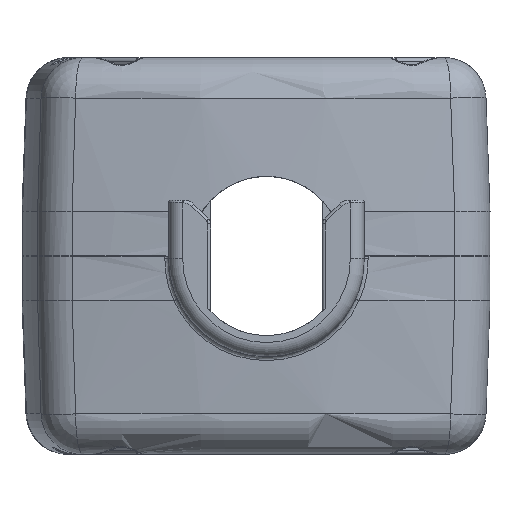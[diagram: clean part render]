
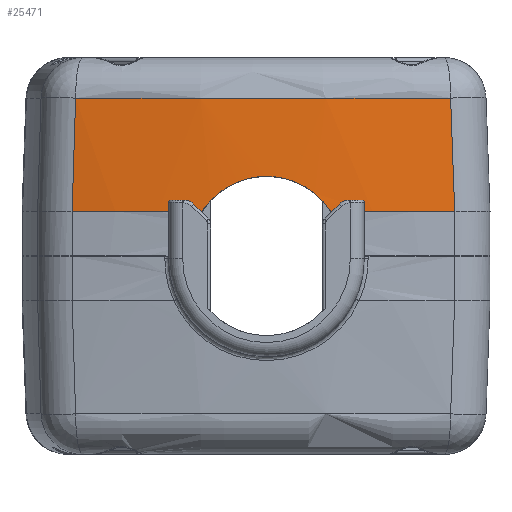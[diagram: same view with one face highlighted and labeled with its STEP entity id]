
A CAD part, left-side view. The second image highlights one B-rep face of the part: STEP entity #25471.
In plain terms, the highlighted conical face has half-angle 2 degrees and reference radius 85.703 mm.
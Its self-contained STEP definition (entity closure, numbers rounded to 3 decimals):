
#58=CONICAL_SURFACE('',#27198,85.702,0.035);
#594=B_SPLINE_CURVE_WITH_KNOTS('',3,(#36037,#36038,#36039,#36040),
 .UNSPECIFIED.,.F.,.F.,(4,4),(0.,1.),.UNSPECIFIED.);
#680=B_SPLINE_CURVE_WITH_KNOTS('',3,(#38258,#38259,#38260,#38261,#38262,
#38263,#38264,#38265,#38266,#38267,#38268,#38269,#38270,#38271,#38272,#38273,
#38274,#38275,#38276,#38277,#38278,#38279,#38280,#38281,#38282,#38283,#38284,
#38285,#38286,#38287,#38288,#38289,#38290,#38291,#38292,#38293,#38294),
 .UNSPECIFIED.,.F.,.F.,(4,1,1,1,1,1,1,1,1,1,1,1,1,1,1,1,1,1,1,1,1,1,1,1,
1,1,1,1,1,1,1,1,1,1,4),(0.,0.063,0.094,0.109,0.117,0.125,0.133,
0.141,0.156,0.188,0.219,0.234,0.25,0.266,0.281,0.313,0.375,
0.438,0.5,0.563,0.625,0.688,0.719,0.734,0.75,0.766,0.781,0.813,
0.844,0.859,0.875,0.891,0.906,0.938,1.),.UNSPECIFIED.);
#692=B_SPLINE_CURVE_WITH_KNOTS('',3,(#38633,#38634,#38635,#38636),
 .UNSPECIFIED.,.F.,.F.,(4,4),(0.,1.),.UNSPECIFIED.);
#1581=CIRCLE('',#26754,85.419);
#1700=CIRCLE('',#27197,85.702);
#1701=CIRCLE('',#27199,85.702);
#3766=ORIENTED_EDGE('',*,*,#10896,.T.);
#3767=ORIENTED_EDGE('',*,*,#10859,.T.);
#3768=ORIENTED_EDGE('',*,*,#10895,.F.);
#3769=ORIENTED_EDGE('',*,*,#10897,.F.);
#3770=ORIENTED_EDGE('',*,*,#10047,.T.);
#3771=ORIENTED_EDGE('',*,*,#10036,.T.);
#10036=EDGE_CURVE('',#13907,#13906,#594,.F.);
#10047=EDGE_CURVE('',#13913,#13907,#1581,.T.);
#10859=EDGE_CURVE('',#14434,#14438,#680,.F.);
#10895=EDGE_CURVE('',#13915,#14438,#1700,.T.);
#10896=EDGE_CURVE('',#13906,#14434,#1701,.T.);
#10897=EDGE_CURVE('',#13913,#13915,#692,.T.);
#13906=VERTEX_POINT('',#36036);
#13907=VERTEX_POINT('',#36041);
#13913=VERTEX_POINT('',#36095);
#13915=VERTEX_POINT('',#36107);
#14434=VERTEX_POINT('',#38244);
#14438=VERTEX_POINT('',#38257);
#21577=EDGE_LOOP('',(#3766,#3767,#3768,#3769,#3770,#3771));
#23114=FACE_BOUND('',#21577,.T.);
#25471=ADVANCED_FACE('',(#23114),#58,.T.);
#26754=AXIS2_PLACEMENT_3D('',#36094,#28930,#28931);
#27197=AXIS2_PLACEMENT_3D('',#38630,#30381,#30382);
#27198=AXIS2_PLACEMENT_3D('',#38631,#30383,#30384);
#27199=AXIS2_PLACEMENT_3D('',#38632,#30385,#30386);
#28930=DIRECTION('',(0.,0.,-1.));
#28931=DIRECTION('',(-1.,0.,0.));
#30381=DIRECTION('',(0.,0.,-1.));
#30382=DIRECTION('',(1.,0.,0.));
#30383=DIRECTION('',(0.,0.,-1.));
#30384=DIRECTION('',(0.,-1.,0.));
#30385=DIRECTION('',(0.,0.,1.));
#30386=DIRECTION('',(-1.,0.,0.));
#36036=CARTESIAN_POINT('',(-17.87,31.414,0.2));
#36037=CARTESIAN_POINT('',(-17.87,31.415,0.2));
#36038=CARTESIAN_POINT('',(-17.788,31.33,2.902));
#36039=CARTESIAN_POINT('',(-17.706,31.246,5.603));
#36040=CARTESIAN_POINT('',(-17.624,31.162,8.305));
#36041=CARTESIAN_POINT('',(-17.624,31.162,8.305));
#36094=CARTESIAN_POINT('',(66.696,17.5,8.305));
#36095=CARTESIAN_POINT('',(-17.701,4.319,8.305));
#36107=CARTESIAN_POINT('',(-17.941,4.028,0.2));
#38244=CARTESIAN_POINT('',(-18.883,22.11,0.2));
#38257=CARTESIAN_POINT('',(-18.883,12.89,0.2));
#38258=CARTESIAN_POINT('',(-18.883,12.89,0.2));
#38259=CARTESIAN_POINT('',(-18.883,12.999,0.367));
#38260=CARTESIAN_POINT('',(-18.884,13.189,0.628));
#38261=CARTESIAN_POINT('',(-18.886,13.459,0.935));
#38262=CARTESIAN_POINT('',(-18.887,13.612,1.091));
#38263=CARTESIAN_POINT('',(-18.888,13.697,1.174));
#38264=CARTESIAN_POINT('',(-18.889,13.782,1.253));
#38265=CARTESIAN_POINT('',(-18.889,13.798,1.268));
#38266=CARTESIAN_POINT('',(-18.89,13.851,1.315));
#38267=CARTESIAN_POINT('',(-18.891,13.948,1.4));
#38268=CARTESIAN_POINT('',(-18.894,14.139,1.558));
#38269=CARTESIAN_POINT('',(-18.897,14.404,1.749));
#38270=CARTESIAN_POINT('',(-18.9,14.653,1.909));
#38271=CARTESIAN_POINT('',(-18.903,14.892,2.044));
#38272=CARTESIAN_POINT('',(-18.905,15.057,2.129));
#38273=CARTESIAN_POINT('',(-18.907,15.303,2.245));
#38274=CARTESIAN_POINT('',(-18.911,15.716,2.413));
#38275=CARTESIAN_POINT('',(-18.916,16.294,2.581));
#38276=CARTESIAN_POINT('',(-18.919,16.939,2.682));
#38277=CARTESIAN_POINT('',(-18.92,17.503,2.709));
#38278=CARTESIAN_POINT('',(-18.919,18.065,2.682));
#38279=CARTESIAN_POINT('',(-18.916,18.71,2.58));
#38280=CARTESIAN_POINT('',(-18.911,19.286,2.412));
#38281=CARTESIAN_POINT('',(-18.907,19.7,2.244));
#38282=CARTESIAN_POINT('',(-18.905,19.945,2.128));
#38283=CARTESIAN_POINT('',(-18.903,20.111,2.043));
#38284=CARTESIAN_POINT('',(-18.9,20.348,1.908));
#38285=CARTESIAN_POINT('',(-18.897,20.598,1.749));
#38286=CARTESIAN_POINT('',(-18.894,20.864,1.556));
#38287=CARTESIAN_POINT('',(-18.891,21.049,1.404));
#38288=CARTESIAN_POINT('',(-18.89,21.173,1.294));
#38289=CARTESIAN_POINT('',(-18.889,21.211,1.261));
#38290=CARTESIAN_POINT('',(-18.888,21.376,1.104));
#38291=CARTESIAN_POINT('',(-18.886,21.538,0.937));
#38292=CARTESIAN_POINT('',(-18.884,21.815,0.624));
#38293=CARTESIAN_POINT('',(-18.883,22.001,0.367));
#38294=CARTESIAN_POINT('',(-18.883,22.11,0.2));
#38630=CARTESIAN_POINT('',(66.696,17.5,0.2));
#38631=CARTESIAN_POINT('',(66.696,17.5,0.2));
#38632=CARTESIAN_POINT('',(66.696,17.5,0.2));
#38633=CARTESIAN_POINT('',(-17.701,4.319,8.305));
#38634=CARTESIAN_POINT('',(-17.781,4.221,5.603));
#38635=CARTESIAN_POINT('',(-17.861,4.124,2.902));
#38636=CARTESIAN_POINT('',(-17.941,4.027,0.2));
